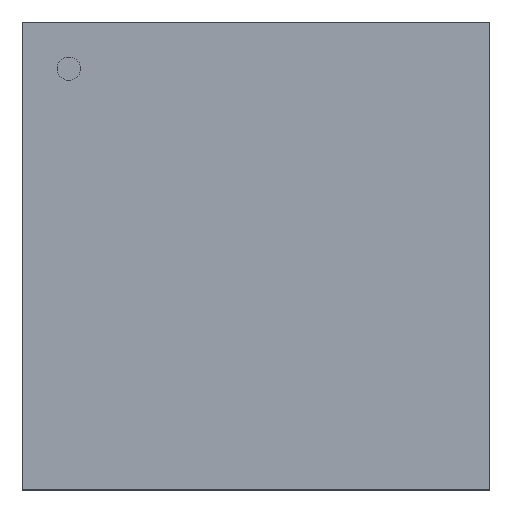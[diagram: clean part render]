
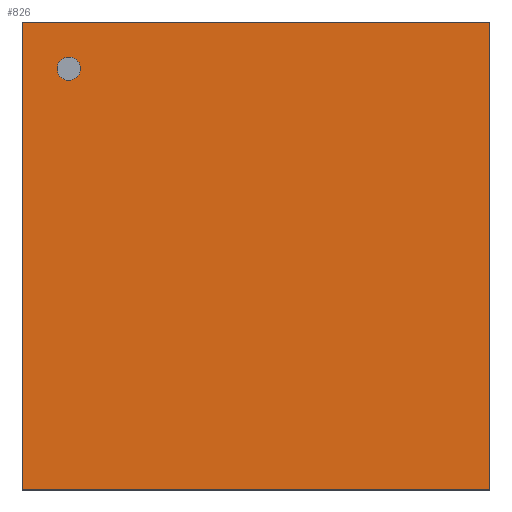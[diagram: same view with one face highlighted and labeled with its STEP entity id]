
A CAD part, top view. The second image highlights one B-rep face of the part: STEP entity #826.
In plain terms, the highlighted planar face has unit normal (0, 0, 1).
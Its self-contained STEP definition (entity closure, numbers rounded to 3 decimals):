
#602=CARTESIAN_POINT('',(2.0,-2.0,1.2));
#601=VERTEX_POINT('',#602);
#612=CARTESIAN_POINT('',(-2.0,-2.0,1.2));
#611=VERTEX_POINT('',#612);
#610=EDGE_CURVE('',#611,#601,#615,.T.);
#615=LINE('',#612,#617);
#617=VECTOR('',#618,4.);
#618=DIRECTION('',(1.0,0.0,0.0));
#651=CARTESIAN_POINT('',(2.0,2.0,1.2));
#650=VERTEX_POINT('',#651);
#659=EDGE_CURVE('',#601,#650,#664,.T.);
#664=LINE('',#602,#666);
#666=VECTOR('',#667,4.);
#667=DIRECTION('',(0.0,1.0,0.0));
#700=CARTESIAN_POINT('',(-2.0,2.0,1.2));
#699=VERTEX_POINT('',#700);
#708=EDGE_CURVE('',#650,#699,#713,.T.);
#713=LINE('',#651,#715);
#715=VECTOR('',#716,4.);
#716=DIRECTION('',(-1.0,0.0,0.0));
#757=EDGE_CURVE('',#699,#611,#762,.T.);
#762=LINE('',#700,#764);
#764=VECTOR('',#765,4.);
#765=DIRECTION('',(0.0,-1.0,0.0));
#826=ADVANCED_FACE('',(#832),#827,.T.);
#827=PLANE('',#828);
#828=AXIS2_PLACEMENT_3D('',#829,#830,#831);
#829=CARTESIAN_POINT('',(-2.0,-2.0,1.2));
#830=DIRECTION('',(0.0,0.0,1.0));
#831=DIRECTION('',(0.,1.,0.));
#832=FACE_OUTER_BOUND('',#833,.T.);
#833=EDGE_LOOP('',(#834,#844,#854,#864));
#834=ORIENTED_EDGE('',*,*,#610,.T.);
#844=ORIENTED_EDGE('',*,*,#659,.T.);
#854=ORIENTED_EDGE('',*,*,#708,.T.);
#864=ORIENTED_EDGE('',*,*,#757,.T.);
